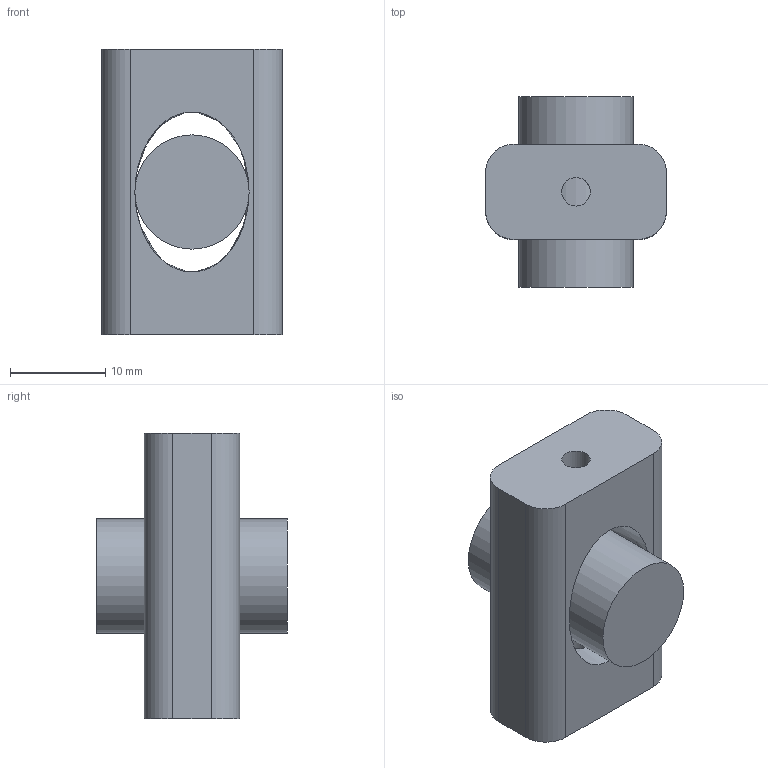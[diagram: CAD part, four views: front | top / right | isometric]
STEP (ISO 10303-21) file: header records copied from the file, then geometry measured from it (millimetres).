
FILE_DESCRIPTION(('FreeCAD Model'),'2;1');
FILE_NAME('Open CASCADE Shape Model','2026-02-24T18:15:41',(''),(''), 'Open CASCADE STEP processor 7.8','FreeCAD','Unknown');
FILE_SCHEMA(('AUTOMOTIVE_DESIGN { 1 0 10303 214 1 1 1 1 }'));
Length unit declared in the file: millimetre
Products named in the file (3): hotend_mount_spacer; cylinder005; difference
Assembly tree (2 placements, depth 2):
  hotend_mount_spacer
    cylinder005
    difference
Bounding box: 19 x 20 x 30 mm (x, y, z)
Volume: 6040 mm3; surface area: 3168.5 mm2
Topology: 2 solids, 2 shells, 16 faces, 38 edges, 26 vertices
Faces by surface type: plane 8, cylinder 7, bspline 1
Full cylindrical faces by diameter (mm): 3 x2, 12 x1
Entity records: 1074 total; most frequent: CARTESIAN_POINT 649, DIRECTION 79, ORIENTED_EDGE 76, EDGE_CURVE 38, AXIS2_PLACEMENT_3D 30, VERTEX_POINT 26, FACE_BOUND 22, EDGE_LOOP 22
